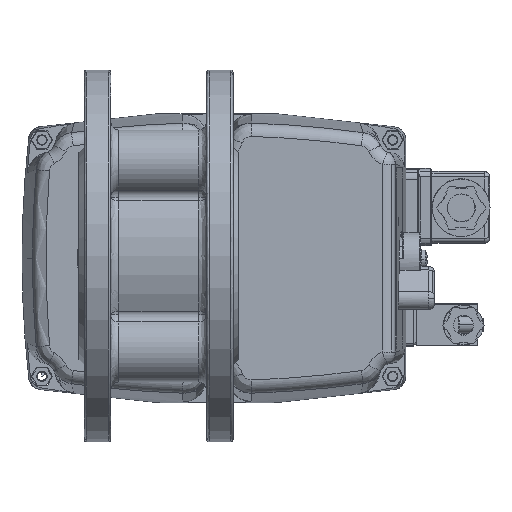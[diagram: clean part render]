
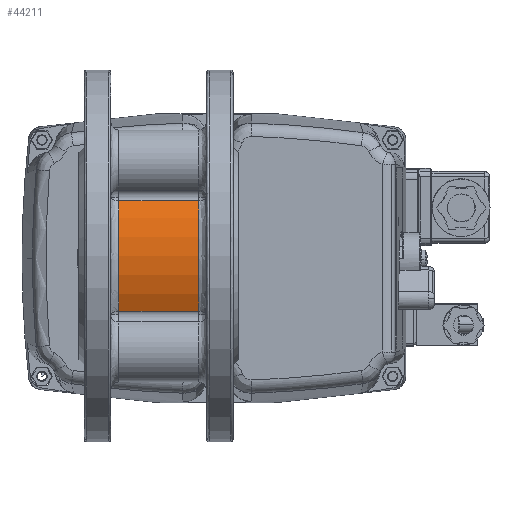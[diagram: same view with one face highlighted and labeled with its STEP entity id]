
A CAD part, front view. The second image highlights one B-rep face of the part: STEP entity #44211.
In plain terms, the highlighted cylindrical face has radius 45 mm (diameter 90 mm), a partial arc.
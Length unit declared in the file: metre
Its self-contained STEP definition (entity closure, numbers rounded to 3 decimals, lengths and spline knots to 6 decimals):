
#1747 = CIRCLE ( 'NONE', #85080, 0.045 ) ;
#2941 = CARTESIAN_POINT ( 'NONE',  ( -0.097499, 0.003908, 0.142 ) ) ;
#5975 = ORIENTED_EDGE ( 'NONE', *, *, #18157, .T. ) ;
#6888 = AXIS2_PLACEMENT_3D ( 'NONE', #114471, #34354, #16895 ) ;
#8630 = ORIENTED_EDGE ( 'NONE', *, *, #49547, .T. ) ;
#10677 = CARTESIAN_POINT ( 'NONE',  ( -0.067499, -0.03599, 0.162811 ) ) ;
#16895 = DIRECTION ( 'NONE',  ( 0., 0., -1. ) ) ;
#18072 = ORIENTED_EDGE ( 'NONE', *, *, #54248, .T. ) ;
#18157 = EDGE_CURVE ( 'NONE', #106546, #39774, #1747, .T. ) ;
#20134 = DIRECTION ( 'NONE',  ( -1., 0., 0. ) ) ;
#22066 = EDGE_LOOP ( 'NONE', ( #18072, #5975, #86035, #8630 ) ) ;
#23222 = CARTESIAN_POINT ( 'NONE',  ( -0.073499, -0.03599, 0.162811 ) ) ;
#24966 = CARTESIAN_POINT ( 'NONE',  ( -0.067499, -0.03599, 0.121189 ) ) ;
#26726 = VERTEX_POINT ( 'NONE', #10677 ) ;
#27350 = DIRECTION ( 'NONE',  ( 1., 0., 0. ) ) ;
#32519 = DIRECTION ( 'NONE',  ( -1., 0., 0. ) ) ;
#33172 = CYLINDRICAL_SURFACE ( 'NONE', #6888, 0.045 ) ;
#34354 = DIRECTION ( 'NONE',  ( 1., 0., 0. ) ) ;
#39465 = DIRECTION ( 'NONE',  ( 0., 0., -1. ) ) ;
#39774 = VERTEX_POINT ( 'NONE', #50958 ) ;
#44211 = ADVANCED_FACE ( 'NONE', ( #59356 ), #33172, .T. ) ;
#49547 = EDGE_CURVE ( 'NONE', #109662, #26726, #100284, .T. ) ;
#50205 = AXIS2_PLACEMENT_3D ( 'NONE', #72514, #20134, #79491 ) ;
#50958 = CARTESIAN_POINT ( 'NONE',  ( -0.097499, -0.03599, 0.121189 ) ) ;
#51106 = CARTESIAN_POINT ( 'NONE',  ( -0.097499, -0.03599, 0.162811 ) ) ;
#54248 = EDGE_CURVE ( 'NONE', #26726, #106546, #67439, .T. ) ;
#59356 = FACE_OUTER_BOUND ( 'NONE', #22066, .T. ) ;
#67439 = LINE ( 'NONE', #23222, #86748 ) ;
#72514 = CARTESIAN_POINT ( 'NONE',  ( -0.067499, 0.003908, 0.142 ) ) ;
#79491 = DIRECTION ( 'NONE',  ( 0., 0., -1. ) ) ;
#79642 = EDGE_CURVE ( 'NONE', #39774, #109662, #80805, .T. ) ;
#80805 = LINE ( 'NONE', #99909, #111295 ) ;
#84191 = DIRECTION ( 'NONE',  ( 1., 0., 0. ) ) ;
#85080 = AXIS2_PLACEMENT_3D ( 'NONE', #2941, #84191, #39465 ) ;
#86035 = ORIENTED_EDGE ( 'NONE', *, *, #79642, .T. ) ;
#86748 = VECTOR ( 'NONE', #32519, 1. ) ;
#99909 = CARTESIAN_POINT ( 'NONE',  ( -0.073499, -0.03599, 0.121189 ) ) ;
#100284 = CIRCLE ( 'NONE', #50205, 0.045 ) ;
#106546 = VERTEX_POINT ( 'NONE', #51106 ) ;
#109662 = VERTEX_POINT ( 'NONE', #24966 ) ;
#111295 = VECTOR ( 'NONE', #27350, 1. ) ;
#114471 = CARTESIAN_POINT ( 'NONE',  ( -0.073499, 0.003908, 0.142 ) ) ;
